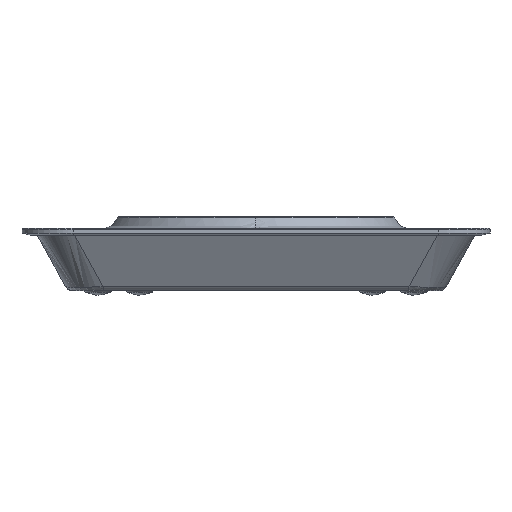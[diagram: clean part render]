
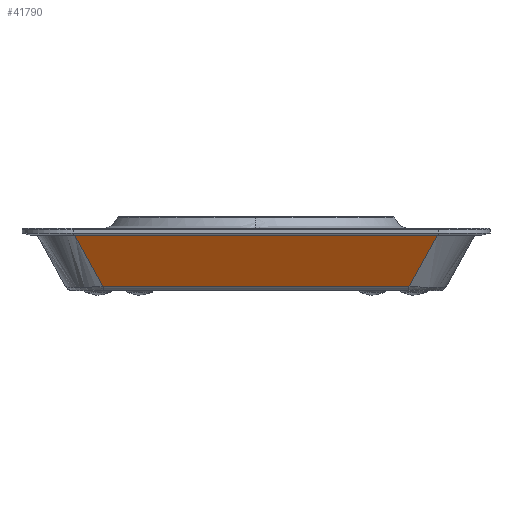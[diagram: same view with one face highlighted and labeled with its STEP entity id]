
A CAD part, left-side view. The second image highlights one B-rep face of the part: STEP entity #41790.
In plain terms, the highlighted free-form (B-spline) face has degree [1, 1] with [2, 2] control points.
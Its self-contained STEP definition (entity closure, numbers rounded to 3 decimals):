
#24441=CARTESIAN_POINT('',(-176.0,-65.443,-2.5));
#24442=VERTEX_POINT('',#24441);
#24534=CARTESIAN_POINT('',(-176.0,65.443,-2.5));
#24535=VERTEX_POINT('',#24534);
#24560=CARTESIAN_POINT('',(-176.0,65.443,-2.5));
#24561=CARTESIAN_POINT('',(-176.0,-65.443,-2.5));
#24562=B_SPLINE_CURVE_WITH_KNOTS('',1,(#24560,#24561),.UNSPECIFIED.,.F.,.F.,(2,2),(0.0,130.887),.UNSPECIFIED.);
#24563=EDGE_CURVE('',#24535,#24442,#24562,.T.);
#41736=CARTESIAN_POINT('',(-165.771,55.214,-20.954));
#41737=VERTEX_POINT('',#41736);
#41738=CARTESIAN_POINT('',(-176.0,65.443,-2.5));
#41739=CARTESIAN_POINT('',(-165.771,55.214,-20.954));
#41740=B_SPLINE_CURVE_WITH_KNOTS('',1,(#41738,#41739),.UNSPECIFIED.,.F.,.F.,(2,2),(0.0,23.449),.UNSPECIFIED.);
#41741=EDGE_CURVE('',#24535,#41737,#41740,.T.);
#41769=CARTESIAN_POINT('',(-165.771,65.443,-20.954));
#41770=CARTESIAN_POINT('',(-176.0,65.443,-2.5));
#41771=CARTESIAN_POINT('',(-165.771,-65.443,-20.954));
#41772=CARTESIAN_POINT('',(-176.0,-65.443,-2.5));
#41773=B_SPLINE_SURFACE_WITH_KNOTS('',1,1,((#41769,#41770),(#41771,#41772)),.UNSPECIFIED.,.F.,.F.,.U.,(2,2),(2,2),(15.757,146.643),(-21.1,0.),.UNSPECIFIED.);
#41774=CARTESIAN_POINT('',(-165.771,-55.214,-20.954));
#41775=VERTEX_POINT('',#41774);
#41776=CARTESIAN_POINT('',(-176.0,-65.443,-2.5));
#41777=CARTESIAN_POINT('',(-165.771,-55.214,-20.954));
#41778=B_SPLINE_CURVE_WITH_KNOTS('',1,(#41776,#41777),.UNSPECIFIED.,.F.,.F.,(2,2),(0.0,23.449),.UNSPECIFIED.);
#41779=EDGE_CURVE('',#24442,#41775,#41778,.T.);
#41780=ORIENTED_EDGE('',*,*,#41779,.F.);
#41781=ORIENTED_EDGE('',*,*,#24563,.F.);
#41782=ORIENTED_EDGE('',*,*,#41741,.T.);
#41783=CARTESIAN_POINT('',(-165.771,-55.214,-20.954));
#41784=CARTESIAN_POINT('',(-165.771,55.214,-20.954));
#41785=B_SPLINE_CURVE_WITH_KNOTS('',1,(#41783,#41784),.UNSPECIFIED.,.F.,.F.,(2,2),(0.0,110.428),.UNSPECIFIED.);
#41786=EDGE_CURVE('',#41775,#41737,#41785,.T.);
#41787=ORIENTED_EDGE('',*,*,#41786,.F.);
#41788=EDGE_LOOP('',(#41780,#41781,#41782,#41787));
#41789=FACE_BOUND('',#41788,.T.);
#41790=ADVANCED_FACE('',(#41789),#41773,.T.);
